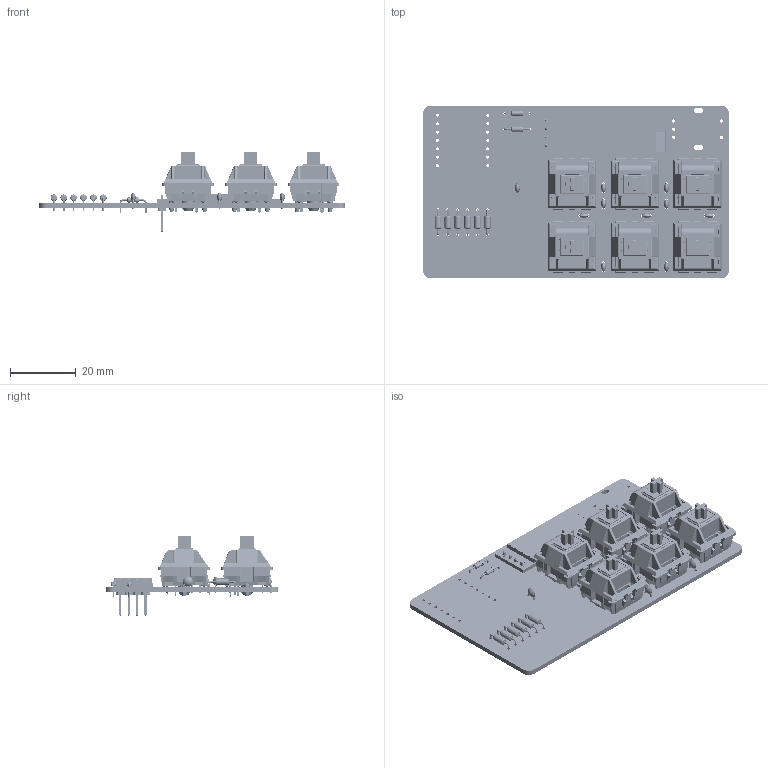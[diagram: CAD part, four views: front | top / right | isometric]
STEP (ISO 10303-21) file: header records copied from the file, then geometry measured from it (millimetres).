
FILE_DESCRIPTION(('KiCad electronic assembly'),'2;1');
FILE_NAME('pcb_components.step','2025-07-01T22:07:56',('Pcbnew'),( 'Kicad'),'Open CASCADE STEP processor 7.8','KiCad to STEP converter' ,'Unknown');
FILE_SCHEMA(('AUTOMOTIVE_DESIGN { 1 0 10303 214 1 1 1 1 }'));
Length unit declared in the file: millimetre
Products named in the file (12): pcb_components 1; D_DO-35_SOD27_P7.62mm_Horizontal; C_Disc_D3.0mm_W1.6mm_P2.50mm; R_Axial_DIN0204_L3.6mm_D1.6mm_P7.62mm_Horizontal; MX_PCB; OLED_128x32; OLED_0.91_128x32; Pin Header 4 x 1 TH 2.54mm Pitch; RESC-0603; 2SD0601A; junyapad_PCB; pcb_components 2
Assembly tree (42 placements, depth 3):
  pcb_components 1
    D_DO-35_SOD27_P7.62mm_Horizontal  x6
    C_Disc_D3.0mm_W1.6mm_P2.50mm  x10
    R_Axial_DIN0204_L3.6mm_D1.6mm_P7.62mm_Horizontal  x2
    MX_PCB  x6
    OLED_128x32
      OLED_0.91_128x32
      Pin Header 4 x 1 TH 2.54mm Pitch
      RESC-0603  x13
      2SD0601A
    junyapad_PCB
  pcb_components 2
Bounding box: 92.87 x 52.39 x 24.39 mm (x, y, z)
Volume: 14362.2 mm3; surface area: 32423.1 mm2
Topology: 119 solids, 119 shells, 7146 faces, 18626 edges, 11804 vertices
Faces by surface type: plane 4418, cylinder 1922, bspline 302, torus 248, sphere 176, cone 60, revolution 20
Full cylindrical faces by diameter (mm): 0.5 x46, 0.7 x4, 0.8 x32, 0.889 x14, 1 x13, 1.44 x2, 1.524 x12, 1.6 x4, 1.702 x12, 2 x20, 2.02 x6, 3.988 x6
Entity records: 68077 total; most frequent: CARTESIAN_POINT 20006, ORIENTED_EDGE 8362, DIRECTION 7552, EDGE_CURVE 4181, LINE 2954, VECTOR 2954, VERTEX_POINT 2676, AXIS2_PLACEMENT_3D 2298
